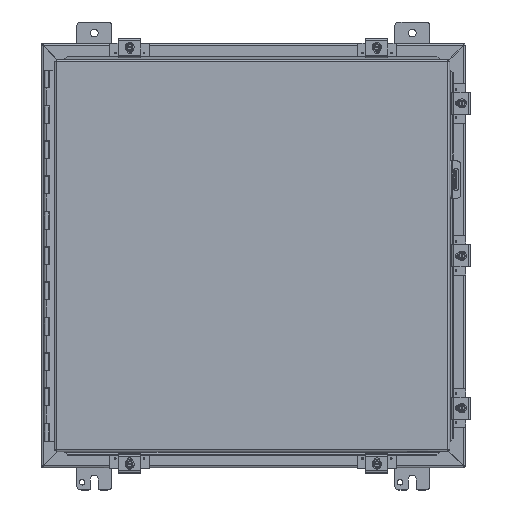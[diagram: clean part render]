
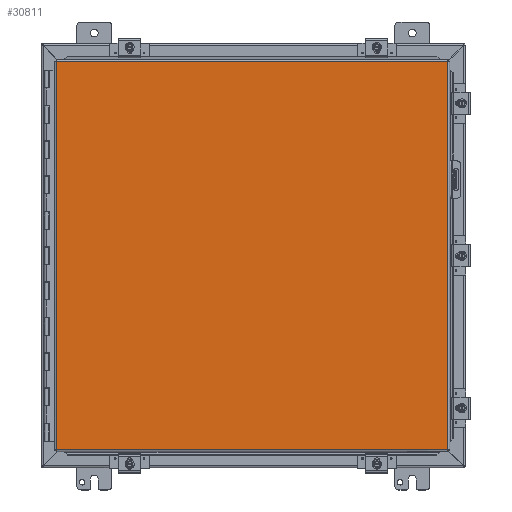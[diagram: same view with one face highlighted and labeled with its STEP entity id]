
A CAD part, top view. The second image highlights one B-rep face of the part: STEP entity #30811.
In plain terms, the highlighted face is planar.
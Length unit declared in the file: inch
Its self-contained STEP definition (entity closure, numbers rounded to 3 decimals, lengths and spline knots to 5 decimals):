
#295 = CARTESIAN_POINT ( 'NONE',  ( -11.08225, 10.9885, 0. ) ) ;
#1914 = FACE_OUTER_BOUND ( 'NONE', #47468, .T. ) ;
#2821 = CARTESIAN_POINT ( 'NONE',  ( 0., 0., 0. ) ) ;
#4801 = LINE ( 'NONE', #46575, #13817 ) ;
#4837 = CARTESIAN_POINT ( 'NONE',  ( 11.08225, 10.9885, 0. ) ) ;
#6660 = DIRECTION ( 'NONE',  ( 1., 0., 0. ) ) ;
#10951 = DIRECTION ( 'NONE',  ( -1., 0., 0. ) ) ;
#11517 = ORIENTED_EDGE ( 'NONE', *, *, #17528, .T. ) ;
#13817 = VECTOR ( 'NONE', #42238, 39.37008 ) ;
#13844 = LINE ( 'NONE', #4837, #22856 ) ;
#14830 = LINE ( 'NONE', #34140, #35460 ) ;
#17528 = EDGE_CURVE ( 'NONE', #27547, #31669, #13844, .T. ) ;
#18595 = CARTESIAN_POINT ( 'NONE',  ( -11.08225, 10.9885, 0. ) ) ;
#22079 = VERTEX_POINT ( 'NONE', #18595 ) ;
#22856 = VECTOR ( 'NONE', #27908, 39.37008 ) ;
#22979 = EDGE_CURVE ( 'NONE', #31669, #37268, #14830, .T. ) ;
#24762 = CARTESIAN_POINT ( 'NONE',  ( -11.08225, -10.9885, 0. ) ) ;
#27200 = EDGE_CURVE ( 'NONE', #22079, #27547, #28518, .T. ) ;
#27506 = ORIENTED_EDGE ( 'NONE', *, *, #22979, .T. ) ;
#27547 = VERTEX_POINT ( 'NONE', #34559 ) ;
#27908 = DIRECTION ( 'NONE',  ( 0., -1., 0. ) ) ;
#28518 = LINE ( 'NONE', #295, #38928 ) ;
#29732 = DIRECTION ( 'NONE',  ( 0., 0., 1. ) ) ;
#30811 = ADVANCED_FACE ( 'NONE', ( #1914 ), #37299, .F. ) ;
#31669 = VERTEX_POINT ( 'NONE', #33350 ) ;
#32022 = AXIS2_PLACEMENT_3D ( 'NONE', #2821, #29732, #6660 ) ;
#32052 = ORIENTED_EDGE ( 'NONE', *, *, #47959, .T. ) ;
#33350 = CARTESIAN_POINT ( 'NONE',  ( 11.08225, -10.9885, 0. ) ) ;
#34140 = CARTESIAN_POINT ( 'NONE',  ( 11.08225, -10.9885, 0. ) ) ;
#34559 = CARTESIAN_POINT ( 'NONE',  ( 11.08225, 10.9885, 0. ) ) ;
#35146 = DIRECTION ( 'NONE',  ( 1., 0., 0. ) ) ;
#35460 = VECTOR ( 'NONE', #10951, 39.37008 ) ;
#37268 = VERTEX_POINT ( 'NONE', #24762 ) ;
#37299 = PLANE ( 'NONE',  #32022 ) ;
#38928 = VECTOR ( 'NONE', #35146, 39.37008 ) ;
#42238 = DIRECTION ( 'NONE',  ( 0., 1., 0. ) ) ;
#46575 = CARTESIAN_POINT ( 'NONE',  ( -11.08225, -10.9885, 0. ) ) ;
#47468 = EDGE_LOOP ( 'NONE', ( #32052, #48274, #11517, #27506 ) ) ;
#47959 = EDGE_CURVE ( 'NONE', #37268, #22079, #4801, .T. ) ;
#48274 = ORIENTED_EDGE ( 'NONE', *, *, #27200, .T. ) ;
